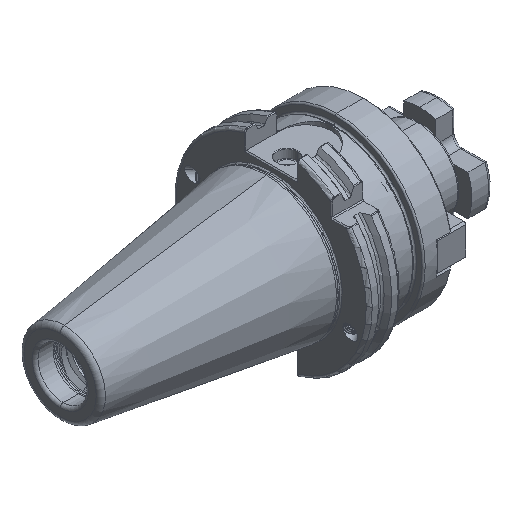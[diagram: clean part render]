
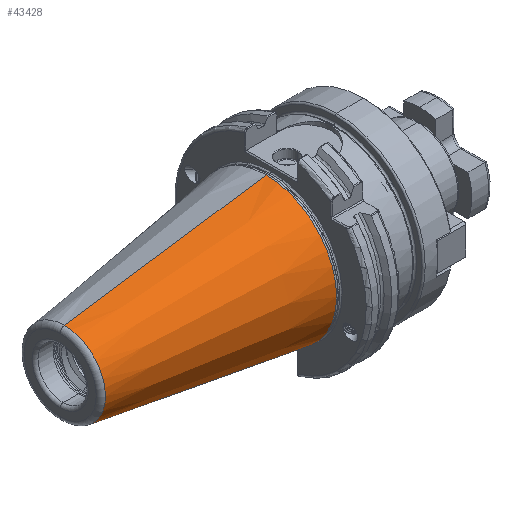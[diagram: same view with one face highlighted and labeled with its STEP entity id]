
A CAD part, isometric view. The second image highlights one B-rep face of the part: STEP entity #43428.
In plain terms, the highlighted conical face has half-angle 8.297 degrees and reference radius 35.392 mm.
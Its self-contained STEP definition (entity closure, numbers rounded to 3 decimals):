
#1791 = CARTESIAN_POINT ( 'NONE',  ( -102.811, 0., 20.399 ) ) ;
#6637 = EDGE_LOOP ( 'NONE', ( #46362, #46348, #46349, #46355, #46364 ) ) ;
#13491 = CIRCLE ( 'NONE', #34880, 35.027 ) ;
#13526 = LINE ( 'NONE', #21444, #13532 ) ;
#13532 = VECTOR ( 'NONE', #21467, 1000. ) ;
#13625 = VECTOR ( 'NONE', #21721, 1000. ) ;
#13693 = LINE ( 'NONE', #21720, #13625 ) ;
#14162 = CIRCLE ( 'NONE', #34817, 35.027 ) ;
#14355 = CIRCLE ( 'NONE', #34813, 20.399 ) ;
#21413 = CARTESIAN_POINT ( 'NONE',  ( -2.5, 0., 0. ) ) ;
#21415 = DIRECTION ( 'NONE',  ( 0., 1., 0. ) ) ;
#21435 = DIRECTION ( 'NONE',  ( 1., 0., 0. ) ) ;
#21444 = CARTESIAN_POINT ( 'NONE',  ( 0., 0., -35.392 ) ) ;
#21467 = DIRECTION ( 'NONE',  ( 0.99, 0., -0.144 ) ) ;
#21720 = CARTESIAN_POINT ( 'NONE',  ( 0., 0., 35.392 ) ) ;
#21721 = DIRECTION ( 'NONE',  ( 0.99, 0., 0.144 ) ) ;
#23711 = FACE_OUTER_BOUND ( 'NONE', #6637, .T. ) ;
#23800 = CONICAL_SURFACE ( 'NONE', #35080, 35.392, 0.145 ) ;
#29564 = DIRECTION ( 'NONE',  ( 0., 0., 1. ) ) ;
#29569 = CARTESIAN_POINT ( 'NONE',  ( -102.811, 0., 0. ) ) ;
#29591 = DIRECTION ( 'NONE',  ( 1., 0., 0. ) ) ;
#34813 = AXIS2_PLACEMENT_3D ( 'NONE', #29569, #29591, #29564 ) ;
#34817 = AXIS2_PLACEMENT_3D ( 'NONE', #51811, #51813, #51810 ) ;
#34880 = AXIS2_PLACEMENT_3D ( 'NONE', #21413, #21435, #21415 ) ;
#35080 = AXIS2_PLACEMENT_3D ( 'NONE', #38638, #38632, #38658 ) ;
#38632 = DIRECTION ( 'NONE',  ( 1., 0., 0. ) ) ;
#38638 = CARTESIAN_POINT ( 'NONE',  ( 0., 0., 0. ) ) ;
#38658 = DIRECTION ( 'NONE',  ( 0., 0., -1. ) ) ;
#39906 = EDGE_CURVE ( 'NONE', #42762, #42842, #14162, .T. ) ;
#39968 = EDGE_CURVE ( 'NONE', #42603, #43040, #14355, .T. ) ;
#40177 = EDGE_CURVE ( 'NONE', #42769, #42762, #13491, .T. ) ;
#40187 = EDGE_CURVE ( 'NONE', #43040, #42842, #13526, .T. ) ;
#40214 = EDGE_CURVE ( 'NONE', #42603, #42769, #13693, .T. ) ;
#42040 = CARTESIAN_POINT ( 'NONE',  ( -2.5, -35.027, 0. ) ) ;
#42054 = CARTESIAN_POINT ( 'NONE',  ( -2.5, 0., 35.027 ) ) ;
#42062 = CARTESIAN_POINT ( 'NONE',  ( -2.5, 0., -35.027 ) ) ;
#42211 = CARTESIAN_POINT ( 'NONE',  ( -102.811, 0., -20.399 ) ) ;
#42603 = VERTEX_POINT ( 'NONE', #1791 ) ;
#42762 = VERTEX_POINT ( 'NONE', #42040 ) ;
#42769 = VERTEX_POINT ( 'NONE', #42054 ) ;
#42842 = VERTEX_POINT ( 'NONE', #42062 ) ;
#43040 = VERTEX_POINT ( 'NONE', #42211 ) ;
#43428 = ADVANCED_FACE ( 'NONE', ( #23711 ), #23800, .T. ) ;
#46348 = ORIENTED_EDGE ( 'NONE', *, *, #39968, .T. ) ;
#46349 = ORIENTED_EDGE ( 'NONE', *, *, #40187, .T. ) ;
#46355 = ORIENTED_EDGE ( 'NONE', *, *, #39906, .F. ) ;
#46362 = ORIENTED_EDGE ( 'NONE', *, *, #40214, .F. ) ;
#46364 = ORIENTED_EDGE ( 'NONE', *, *, #40177, .F. ) ;
#51810 = DIRECTION ( 'NONE',  ( 0., 1., 0. ) ) ;
#51811 = CARTESIAN_POINT ( 'NONE',  ( -2.5, 0., 0. ) ) ;
#51813 = DIRECTION ( 'NONE',  ( 1., 0., 0. ) ) ;
